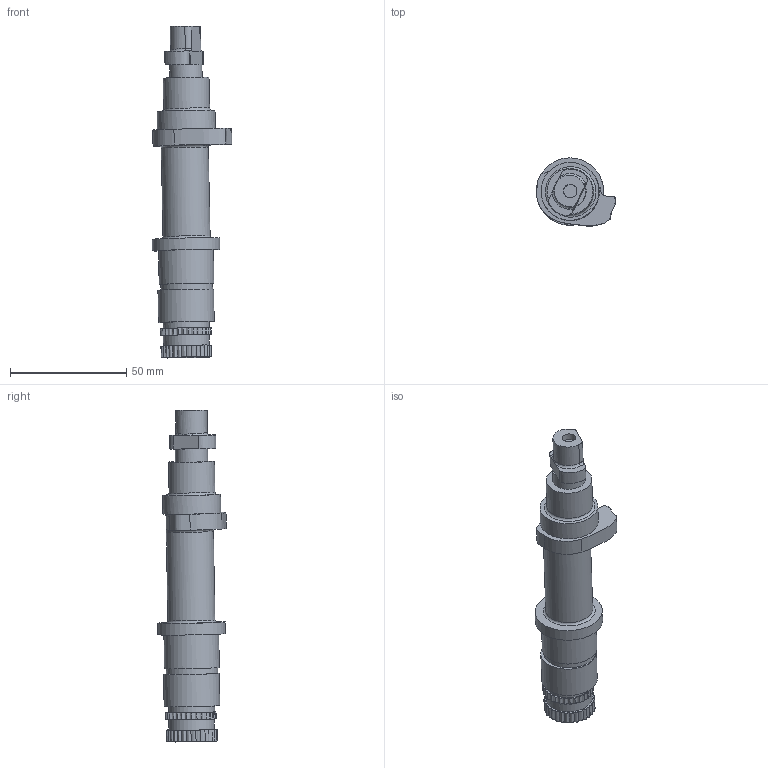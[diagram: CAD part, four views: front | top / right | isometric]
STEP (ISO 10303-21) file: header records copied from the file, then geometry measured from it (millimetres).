
FILE_DESCRIPTION(('STEP AP214'),'1');
FILE_NAME('.stp','2025-03-31T07:55:59',(' '),(' '),'Spatial InterOp 3D',' ',' ');
FILE_SCHEMA(('AUTOMOTIVE_DESIGN { 1 0 10303 214 1 1 1 1 }'));
Length unit declared in the file: millimetre
Products named in the file (1): 1
Bounding box: 34.18 x 29.43 x 142.61 mm (x, y, z)
Volume: 50607.5 mm3; surface area: 13815.8 mm2
Topology: 4 solids, 4 shells, 133 faces, 335 edges, 219 vertices
Faces by surface type: bspline 78, plane 33, cylinder 16, torus 6
Full cylindrical faces by diameter (mm): 4.646 x1, 5.766 x1, 13.905 x1, 19.614 x1, 19.731 x1, 19.777 x1, 20.241 x1, 22.2 x1, 23.547 x1, 23.896 x1, 24.89 x1, 28.919 x1
Entity records: 11456 total; most frequent: CARTESIAN_POINT 8861, ORIENTED_EDGE 630, EDGE_CURVE 315, DIRECTION 310, VERTEX_POINT 214, B_SPLINE_CURVE_WITH_KNOTS 168, EDGE_LOOP 157, FACE_OUTER_BOUND 148
